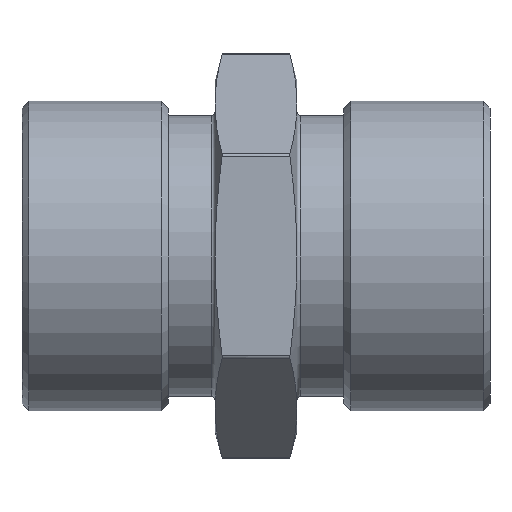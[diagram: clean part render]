
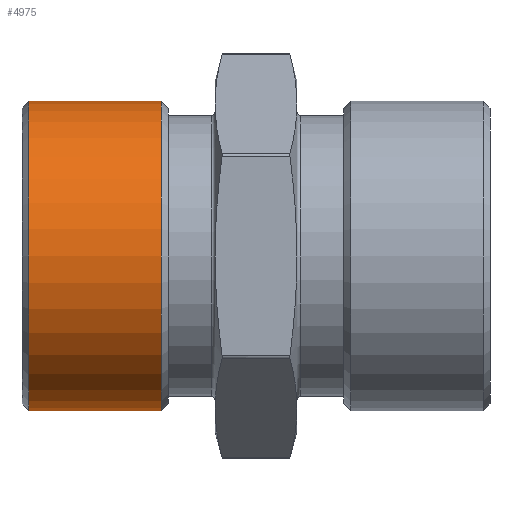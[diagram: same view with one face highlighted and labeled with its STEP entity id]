
A CAD part, front view. The second image highlights one B-rep face of the part: STEP entity #4975.
In plain terms, the highlighted cylindrical face has radius 13.22 mm (diameter 26.441 mm), a full revolution.
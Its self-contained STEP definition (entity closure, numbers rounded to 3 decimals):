
#527 = ORIENTED_EDGE ( 'NONE', *, *, #11998, .F. ) ;
#528 = ORIENTED_EDGE ( 'NONE', *, *, #11999, .T. ) ;
#651 = AXIS2_PLACEMENT_3D ( 'NONE', #4482, #4483, #4484 ) ;
#652 = AXIS2_PLACEMENT_3D ( 'NONE', #4479, #4480, #4481 ) ;
#1395 = CARTESIAN_POINT ( 'NONE',  ( -19.425, 0., 13.22 ) ) ;
#1396 = CARTESIAN_POINT ( 'NONE',  ( -8.11, 0., -13.22 ) ) ;
#4479 = CARTESIAN_POINT ( 'NONE',  ( -19.425, 0., 0. ) ) ;
#4480 = DIRECTION ( 'NONE',  ( -1., 0., 0. ) ) ;
#4481 = DIRECTION ( 'NONE',  ( 0., 0., 1. ) ) ;
#4482 = CARTESIAN_POINT ( 'NONE',  ( -8.11, 0., 0. ) ) ;
#4483 = DIRECTION ( 'NONE',  ( -1., 0., 0. ) ) ;
#4484 = DIRECTION ( 'NONE',  ( 0., 0., -1. ) ) ;
#4975 = ADVANCED_FACE ( 'NONE', ( #13055, #13056 ), #13061, .T. ) ;
#6040 = CARTESIAN_POINT ( 'NONE',  ( -13.75, 0., 0. ) ) ;
#6041 = DIRECTION ( 'NONE',  ( 1., 0., 0. ) ) ;
#6043 = DIRECTION ( 'NONE',  ( 0., 0., -1. ) ) ;
#9891 = AXIS2_PLACEMENT_3D ( 'NONE', #6040, #6041, #6043 ) ;
#10958 = EDGE_LOOP ( 'NONE', ( #528 ) ) ;
#11013 = EDGE_LOOP ( 'NONE', ( #527 ) ) ;
#11998 = EDGE_CURVE ( 'NONE', #13775, #13775, #13667, .T. ) ;
#11999 = EDGE_CURVE ( 'NONE', #13777, #13777, #13668, .T. ) ;
#13055 = FACE_OUTER_BOUND ( 'NONE', #10958, .T. ) ;
#13056 = FACE_OUTER_BOUND ( 'NONE', #11013, .T. ) ;
#13061 = CYLINDRICAL_SURFACE ( 'NONE', #9891, 13.22 ) ;
#13667 = CIRCLE ( 'NONE', #652, 13.22 ) ;
#13668 = CIRCLE ( 'NONE', #651, 13.22 ) ;
#13775 = VERTEX_POINT ( 'NONE', #1395 ) ;
#13777 = VERTEX_POINT ( 'NONE', #1396 ) ;
